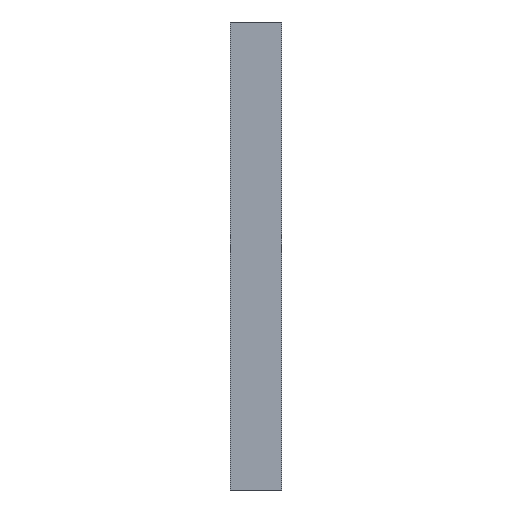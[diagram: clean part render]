
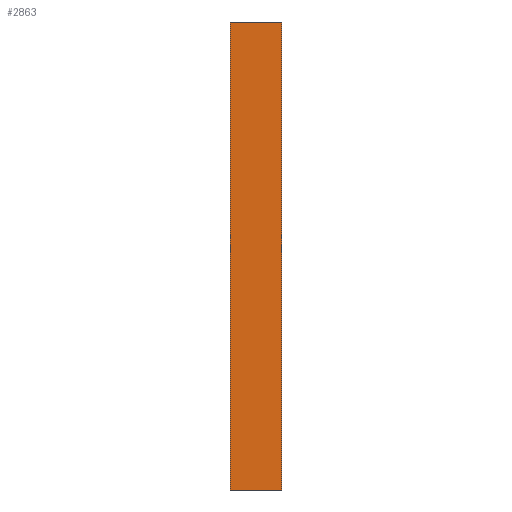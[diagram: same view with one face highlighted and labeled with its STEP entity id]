
A CAD part, left-side view. The second image highlights one B-rep face of the part: STEP entity #2863.
In plain terms, the highlighted planar face has unit normal (-1, 0, 0).
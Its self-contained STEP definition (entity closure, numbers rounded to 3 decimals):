
#81=DIRECTION('',(0.,-1.,0.));
#82=VECTOR('',#81,16.96);
#83=CARTESIAN_POINT('',(-77.,2.24,-77.));
#84=LINE('',#83,#82);
#121=DIRECTION('',(0.,-1.,0.));
#122=VECTOR('',#121,16.96);
#123=CARTESIAN_POINT('',(-77.,2.24,77.));
#124=LINE('',#123,#122);
#125=DIRECTION('',(0.,0.,1.));
#126=VECTOR('',#125,154.);
#127=CARTESIAN_POINT('',(-77.,2.24,-77.));
#128=LINE('',#127,#126);
#149=DIRECTION('',(0.,0.,-1.));
#150=VECTOR('',#149,154.);
#151=CARTESIAN_POINT('',(-77.,-14.72,77.));
#152=LINE('',#151,#150);
#2348=CARTESIAN_POINT('',(-77.,2.24,-77.));
#2350=VERTEX_POINT('',#2348);
#2353=CARTESIAN_POINT('',(-77.,2.24,77.));
#2354=VERTEX_POINT('',#2353);
#2363=CARTESIAN_POINT('',(-77.,-14.72,77.));
#2364=VERTEX_POINT('',#2363);
#2365=CARTESIAN_POINT('',(-77.,-14.72,-77.));
#2366=VERTEX_POINT('',#2365);
#2850=CARTESIAN_POINT('',(-77.,0.28,77.));
#2851=DIRECTION('',(-1.,0.,0.));
#2852=DIRECTION('',(0.,0.,-1.));
#2853=AXIS2_PLACEMENT_3D('',#2850,#2851,#2852);
#2854=PLANE('',#2853);
#2856=ORIENTED_EDGE('',*,*,#2855,.T.);
#2858=ORIENTED_EDGE('',*,*,#2857,.T.);
#2859=ORIENTED_EDGE('',*,*,#2822,.F.);
#2860=ORIENTED_EDGE('',*,*,#2762,.T.);
#2861=EDGE_LOOP('',(#2856,#2858,#2859,#2860));
#2862=FACE_OUTER_BOUND('',#2861,.F.);
#2863=ADVANCED_FACE('',(#2862),#2854,.T.);
#2762=EDGE_CURVE('',#2350,#2354,#128,.T.);
#2822=EDGE_CURVE('',#2350,#2366,#84,.T.);
#2855=EDGE_CURVE('',#2354,#2364,#124,.T.);
#2857=EDGE_CURVE('',#2364,#2366,#152,.T.);
